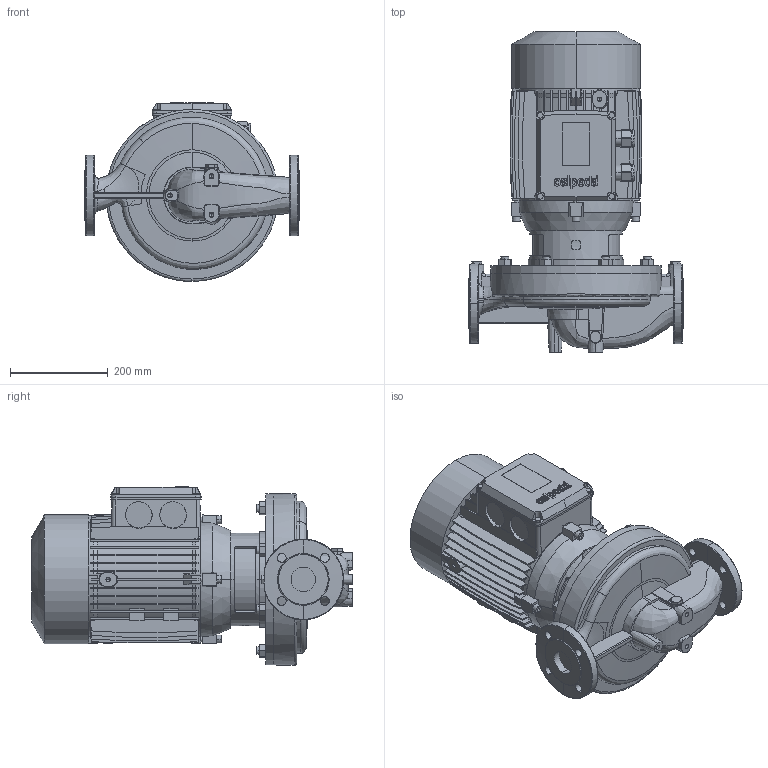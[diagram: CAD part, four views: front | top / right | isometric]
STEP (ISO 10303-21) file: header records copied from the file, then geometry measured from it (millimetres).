
FILE_DESCRIPTION (( 'STEP AP214' ), '1' );
FILE_NAME ('4.93.504.09swa01.step', '2023-01-25T07:25:45', ( '' ), ( '' ), 'SwSTEP 2.0', 'SolidWorks 2020', '' );
FILE_SCHEMA (( 'AUTOMOTIVE_DESIGN' ));
Length unit declared in the file: millimetre
Products named in the file (5): 10007572swp01_132S-R3 V1; 10007670swn00_M32x1.5; 10010378swp00_3.66.516_semplificato; Copia di 4_93_504_09^4.93.504.09swa01; 4.93.504.09swa01
Assembly tree (5 placements, depth 2):
  4.93.504.09swa01
    Copia di 4_93_504_09^4.93.504.09swa01
    10010378swp00_3.66.516_semplificato
    10007572swp01_132S-R3 V1
    10007670swn00_M32x1.5  x2
Bounding box: 440 x 655.64 x 366.32 mm (x, y, z)
Volume: 33321179.7 mm3; surface area: 1534500.4 mm2
Topology: 8 solids, 8 shells, 1621 faces, 4289 edges, 2796 vertices
Faces by surface type: plane 962, cylinder 260, cone 243, bspline 141, torus 15
Entity records: 79450 total; most frequent: CARTESIAN_POINT 42593, ORIENTED_EDGE 8216, DIRECTION 6463, EDGE_CURVE 4108, VERTEX_POINT 2698, VECTOR 2457, LINE 2457, AXIS2_PLACEMENT_3D 2003
